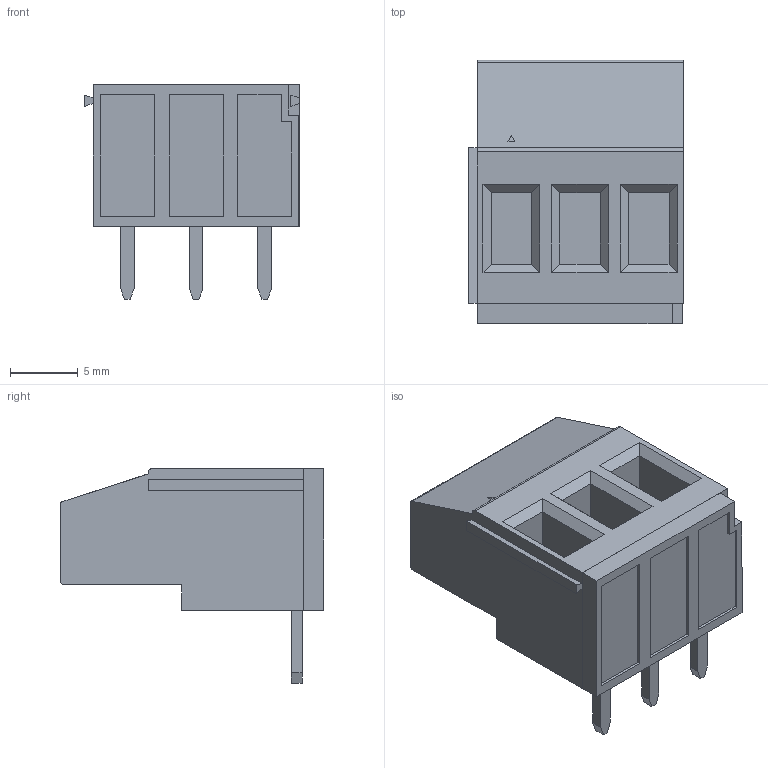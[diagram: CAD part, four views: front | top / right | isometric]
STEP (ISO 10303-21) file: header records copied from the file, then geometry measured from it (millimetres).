
FILE_DESCRIPTION (( 'STEP AP214' ), '1' );
FILE_NAME ('DG129R-5.08-03P-14-00AH.STEP', '2021-01-12T21:13:06', ( '' ), ( '' ), 'SwSTEP 2.0', 'SolidWorks 2020', '' );
FILE_SCHEMA (( 'AUTOMOTIVE_DESIGN' ));
Length unit declared in the file: millimetre
Products named in the file (1): DG129R-5.08-03P-14-00AH
Bounding box: 15.84 x 19.5 x 15.9 mm (x, y, z)
Volume: 2279.5 mm3; surface area: 1910.1 mm2
Topology: 1 solids, 1 shells, 517 faces, 1355 edges, 891 vertices
Faces by surface type: plane 274, bspline 195, cylinder 29, torus 15, cone 4
Entity records: 29500 total; most frequent: CARTESIAN_POINT 13819, ORIENTED_EDGE 2710, DIRECTION 1715, EDGE_CURVE 1355, VERTEX_POINT 891, VECTOR 849, LINE 849, EDGE_LOOP 568
